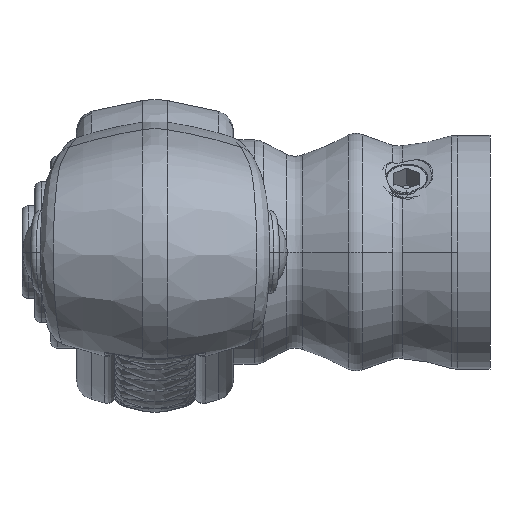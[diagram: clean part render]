
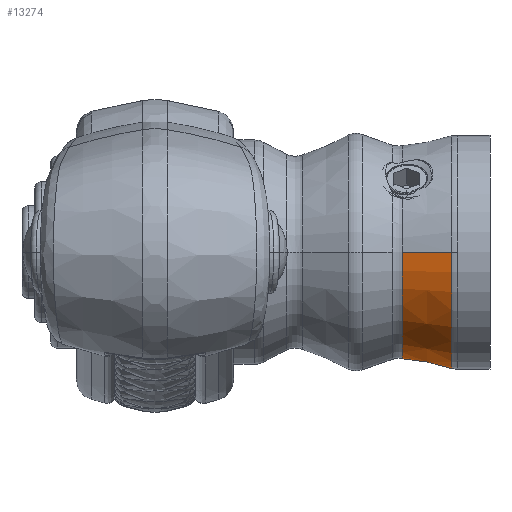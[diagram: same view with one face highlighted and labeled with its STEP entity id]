
A CAD part, left-side view. The second image highlights one B-rep face of the part: STEP entity #13274.
In plain terms, the highlighted conical face has half-angle 11.157 degrees and reference radius 8.836 mm.
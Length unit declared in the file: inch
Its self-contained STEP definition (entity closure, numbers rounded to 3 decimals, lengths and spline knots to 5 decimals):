
#777=DIRECTION('',(-0.193,0.981,0.));
#778=VECTOR('',#777,0.15737);
#779=CARTESIAN_POINT('',(0.36311,-0.54542,
0.));
#780=LINE('',#779,#778);
#781=DIRECTION('',(0.193,0.981,0.));
#782=VECTOR('',#781,0.15737);
#783=CARTESIAN_POINT('',(-0.36311,-0.54542,
0.));
#784=LINE('',#783,#782);
#2260=CARTESIAN_POINT('',(0.,-0.39102,0.));
#2261=DIRECTION('',(0.,1.,0.));
#2262=DIRECTION('',(1.,0.,0.));
#2263=AXIS2_PLACEMENT_3D('',#2260,#2261,#2262);
#2303=CARTESIAN_POINT('',(0.,-0.54542,0.));
#2304=DIRECTION('',(0.,-1.,0.));
#2305=DIRECTION('',(-1.,0.,0.));
#2306=AXIS2_PLACEMENT_3D('',#2303,#2304,#2305);
#8330=CARTESIAN_POINT('',(0.33266,-0.39102,0.));
#8331=CARTESIAN_POINT('',(-0.33266,-0.39102,0.));
#8332=VERTEX_POINT('',#8330);
#8333=VERTEX_POINT('',#8331);
#8350=CARTESIAN_POINT('',(-0.36311,-0.54542,0.));
#8351=CARTESIAN_POINT('',(0.36311,-0.54542,0.));
#8352=VERTEX_POINT('',#8350);
#8353=VERTEX_POINT('',#8351);
#13262=CARTESIAN_POINT('',(0.,-0.46822,0.));
#13263=DIRECTION('',(0.,-1.,0.));
#13264=DIRECTION('',(1.,0.,0.));
#13265=AXIS2_PLACEMENT_3D('',#13262,#13263,#13264);
#13266=CONICAL_SURFACE('',#13265,0.34788,11.157);
#13268=ORIENTED_EDGE('',*,*,#13267,.T.);
#13269=ORIENTED_EDGE('',*,*,#10413,.T.);
#13270=ORIENTED_EDGE('',*,*,#13251,.T.);
#13271=ORIENTED_EDGE('',*,*,#10417,.F.);
#13272=EDGE_LOOP('',(#13268,#13269,#13270,#13271));
#13273=FACE_OUTER_BOUND('',#13272,.F.);
#13274=ADVANCED_FACE('',(#13273),#13266,.T.);
#2264=CIRCLE('',#2263,0.33266);
#2307=CIRCLE('',#2306,0.36311);
#10413=EDGE_CURVE('',#8353,#8332,#780,.T.);
#10417=EDGE_CURVE('',#8352,#8333,#784,.T.);
#13251=EDGE_CURVE('',#8332,#8333,#2264,.T.);
#13267=EDGE_CURVE('',#8352,#8353,#2307,.T.);
